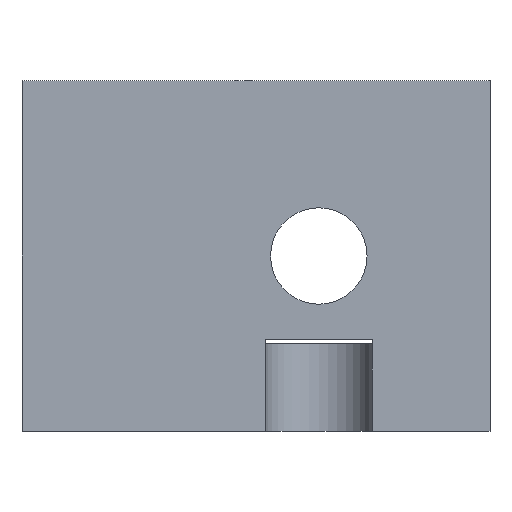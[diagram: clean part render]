
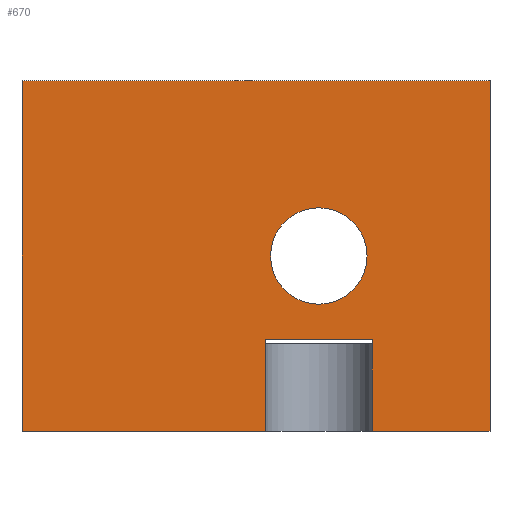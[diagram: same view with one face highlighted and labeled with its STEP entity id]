
A CAD part, front view. The second image highlights one B-rep face of the part: STEP entity #670.
In plain terms, the highlighted planar face has unit normal (0, -1, 0).
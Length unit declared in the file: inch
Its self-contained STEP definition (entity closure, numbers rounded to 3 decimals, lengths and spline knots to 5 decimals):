
#20=FACE_BOUND('',#129,.T.);
#41=CIRCLE('',#753,0.0845);
#42=CIRCLE('',#754,0.0845);
#58=PLANE('',#752);
#89=FACE_OUTER_BOUND('',#128,.T.);
#128=EDGE_LOOP('',(#576,#577,#578,#579,#580,#581,#582,#583));
#129=EDGE_LOOP('',(#584,#585));
#168=LINE('',#1077,#231);
#175=LINE('',#1091,#238);
#178=LINE('',#1099,#241);
#182=LINE('',#1107,#245);
#192=LINE('',#1154,#255);
#196=LINE('',#1161,#259);
#200=LINE('',#1174,#263);
#201=LINE('',#1175,#264);
#231=VECTOR('',#841,0.614);
#238=VECTOR('',#856,0.206);
#241=VECTOR('',#861,0.426);
#245=VECTOR('',#867,0.614);
#255=VECTOR('',#905,0.16);
#259=VECTOR('',#913,0.16);
#263=VECTOR('',#931,0.82);
#264=VECTOR('',#932,0.188);
#307=VERTEX_POINT('',#1074);
#308=VERTEX_POINT('',#1076);
#311=VERTEX_POINT('',#1090);
#314=VERTEX_POINT('',#1096);
#315=VERTEX_POINT('',#1098);
#318=VERTEX_POINT('',#1106);
#331=VERTEX_POINT('',#1153);
#332=VERTEX_POINT('',#1159);
#335=VERTEX_POINT('',#1176);
#336=VERTEX_POINT('',#1177);
#377=EDGE_CURVE('',#307,#308,#168,.T.);
#384=EDGE_CURVE('',#308,#311,#175,.T.);
#388=EDGE_CURVE('',#314,#315,#178,.T.);
#392=EDGE_CURVE('',#315,#318,#182,.T.);
#412=EDGE_CURVE('',#311,#331,#192,.T.);
#416=EDGE_CURVE('',#332,#314,#196,.T.);
#422=EDGE_CURVE('',#318,#307,#200,.T.);
#423=EDGE_CURVE('',#331,#332,#201,.T.);
#424=EDGE_CURVE('',#335,#336,#41,.T.);
#425=EDGE_CURVE('',#336,#335,#42,.T.);
#576=ORIENTED_EDGE('',*,*,#412,.F.);
#577=ORIENTED_EDGE('',*,*,#384,.F.);
#578=ORIENTED_EDGE('',*,*,#377,.F.);
#579=ORIENTED_EDGE('',*,*,#422,.F.);
#580=ORIENTED_EDGE('',*,*,#392,.F.);
#581=ORIENTED_EDGE('',*,*,#388,.F.);
#582=ORIENTED_EDGE('',*,*,#416,.F.);
#583=ORIENTED_EDGE('',*,*,#423,.F.);
#584=ORIENTED_EDGE('',*,*,#424,.F.);
#585=ORIENTED_EDGE('',*,*,#425,.F.);
#670=ADVANCED_FACE('',(#89,#20),#58,.T.);
#752=AXIS2_PLACEMENT_3D('',#1173,#929,#930);
#753=AXIS2_PLACEMENT_3D('',#1178,#933,#934);
#754=AXIS2_PLACEMENT_3D('',#1179,#935,#936);
#841=DIRECTION('',(0.,0.,-1.));
#856=DIRECTION('',(-1.,0.,0.));
#861=DIRECTION('',(-1.,0.,0.));
#867=DIRECTION('',(0.,0.,1.));
#905=DIRECTION('',(0.,0.,1.));
#913=DIRECTION('',(0.,0.,-1.));
#929=DIRECTION('center_axis',(0.,-1.,0.));
#930=DIRECTION('ref_axis',(0.,0.,-1.));
#931=DIRECTION('',(1.,0.,0.));
#932=DIRECTION('',(-1.,0.,0.));
#933=DIRECTION('center_axis',(0.,-1.,0.));
#934=DIRECTION('ref_axis',(0.,0.,-1.));
#935=DIRECTION('center_axis',(0.,-1.,0.));
#936=DIRECTION('ref_axis',(0.,0.,-1.));
#1074=CARTESIAN_POINT('',(0.41,0.,0.307));
#1076=CARTESIAN_POINT('',(0.41,0.,-0.307));
#1077=CARTESIAN_POINT('',(0.41,0.,0.307));
#1090=CARTESIAN_POINT('',(0.204,0.,-0.307));
#1091=CARTESIAN_POINT('',(0.41,0.,-0.307));
#1096=CARTESIAN_POINT('',(0.016,0.,-0.307));
#1098=CARTESIAN_POINT('',(-0.41,0.,-0.307));
#1099=CARTESIAN_POINT('',(0.016,0.,-0.307));
#1106=CARTESIAN_POINT('',(-0.41,0.,0.307));
#1107=CARTESIAN_POINT('',(-0.41,0.,-0.307));
#1153=CARTESIAN_POINT('',(0.204,0.,-0.147));
#1154=CARTESIAN_POINT('',(0.204,0.,-0.307));
#1159=CARTESIAN_POINT('',(0.016,0.,-0.147));
#1161=CARTESIAN_POINT('',(0.016,0.,-0.147));
#1173=CARTESIAN_POINT('Origin',(-0.41,0.,-0.307));
#1174=CARTESIAN_POINT('',(-0.41,0.,0.307));
#1175=CARTESIAN_POINT('',(0.204,0.,-0.147));
#1176=CARTESIAN_POINT('',(0.11,0.,-0.08448));
#1177=CARTESIAN_POINT('',(0.11,0.,0.08452));
#1178=CARTESIAN_POINT('Origin',(0.11,0.,0.00002));
#1179=CARTESIAN_POINT('Origin',(0.11,0.,0.00002));
